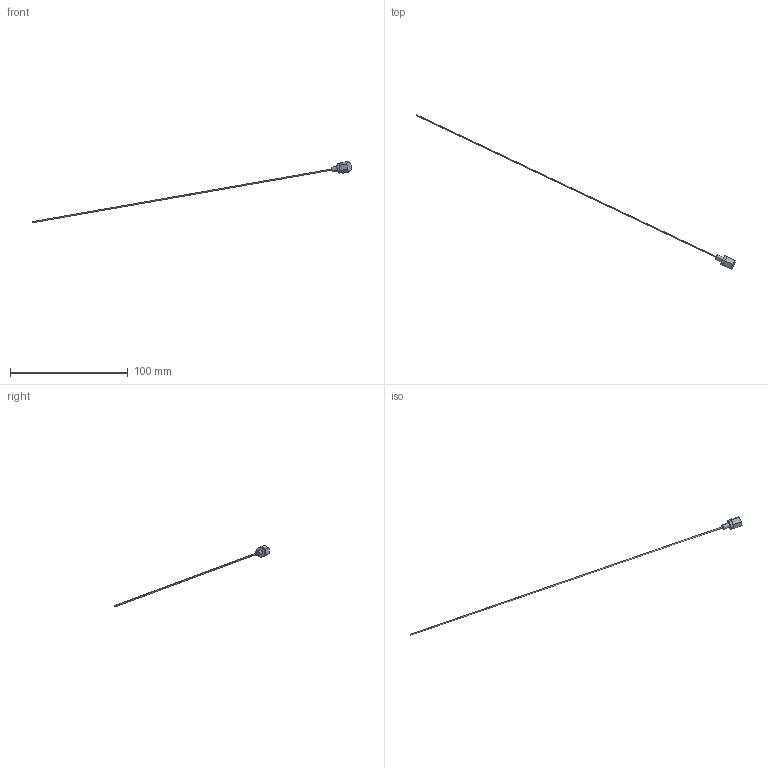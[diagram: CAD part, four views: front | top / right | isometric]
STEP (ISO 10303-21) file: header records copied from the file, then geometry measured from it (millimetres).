
FILE_DESCRIPTION (( 'STEP AP214' ), '1' );
FILE_NAME ('UHF Antenna Assembly.STEP', '2015-10-14T19:30:30', ( '' ), ( '' ), 'SwSTEP 2.0', 'SolidWorks 2013', '' );
FILE_SCHEMA (( 'AUTOMOTIVE_DESIGN' ));
Length unit declared in the file: inch
Products named in the file (3): Antenna Wire_12 Inch Element; SMA Straight Crimp Type Plug; UHF Antenna Assembly
Assembly tree (2 placements, depth 2):
  UHF Antenna Assembly
    SMA Straight Crimp Type Plug
    Antenna Wire_12 Inch Element
Bounding box: 270.76 x 131.35 x 52.2 mm (x, y, z)
Volume: 825.1 mm3; surface area: 1357.8 mm2
Topology: 2 solids, 2 shells, 29 faces, 60 edges, 36 vertices
Faces by surface type: plane 23, cylinder 6
Entity records: 886 total; most frequent: DIRECTION 152, CARTESIAN_POINT 130, ORIENTED_EDGE 120, EDGE_CURVE 60, AXIS2_PLACEMENT_3D 58, VERTEX_POINT 36, LINE 36, VECTOR 36
